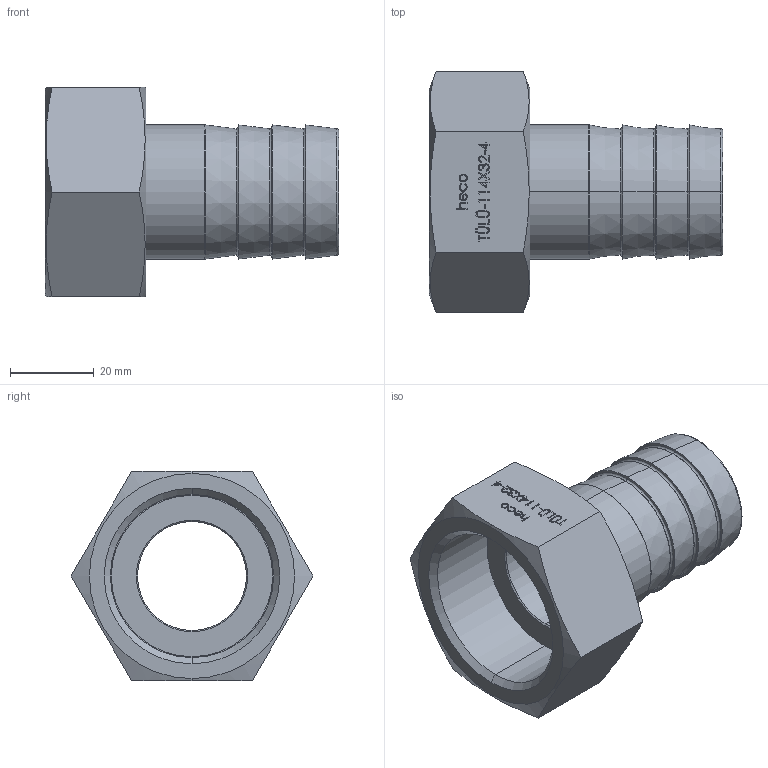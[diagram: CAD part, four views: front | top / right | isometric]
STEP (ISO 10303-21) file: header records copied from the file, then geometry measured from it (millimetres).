
FILE_DESCRIPTION (( 'STEP AP214' ), '1' );
FILE_NAME ('TÜLÜ-114X32-4 Schlauchtülle mit Ü-Mutter heco.STEP', '2018-07-02T12:17:01', ( '' ), ( '' ), 'SwSTEP 2.0', 'SolidWorks 2016', '' );
FILE_SCHEMA (( 'AUTOMOTIVE_DESIGN' ));
Length unit declared in the file: millimetre
Products named in the file (1): TÜLÜ-114X32-4 Schlauchtülle mit Ü-Mutter heco
Bounding box: 70 x 57.73 x 50 mm (x, y, z)
Volume: 37753.6 mm3; surface area: 20146.1 mm2
Topology: 2 solids, 2 shells, 278 faces, 705 edges, 458 vertices
Faces by surface type: plane 143, bspline 85, cone 24, torus 16, cylinder 10
Entity records: 14732 total; most frequent: CARTESIAN_POINT 6201, ORIENTED_EDGE 1410, DIRECTION 983, EDGE_CURVE 705, VERTEX_POINT 458, VECTOR 443, LINE 443, EDGE_LOOP 309
